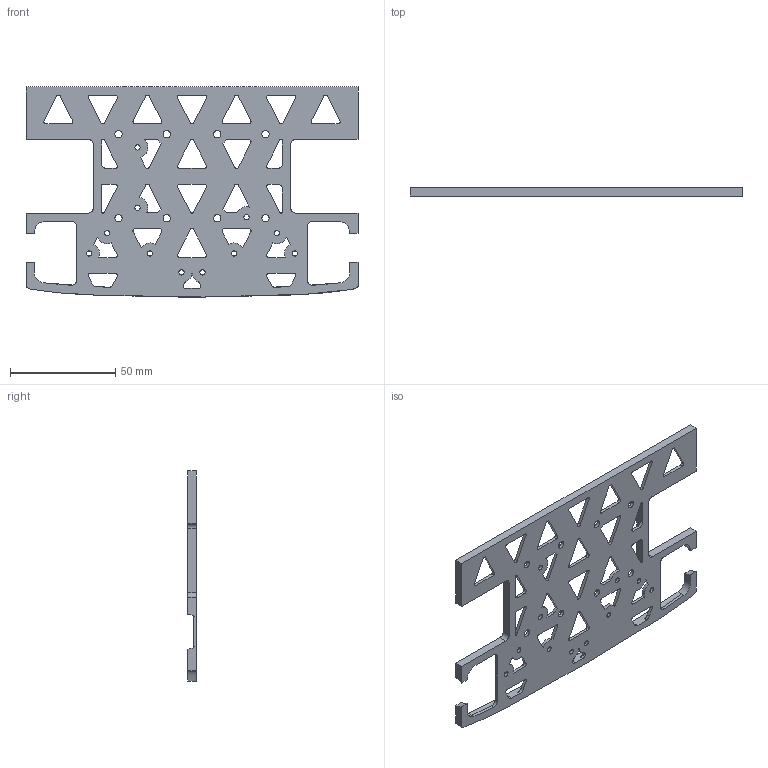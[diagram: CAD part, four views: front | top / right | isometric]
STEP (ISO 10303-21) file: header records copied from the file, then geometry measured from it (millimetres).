
FILE_DESCRIPTION((''),'2;1');
FILE_NAME('01_GRUNDPLATTE_15','2023-03-01T10:31:33',('prack'),(''),'CREO PARAMETRIC BY PTC INC, 2021164','CREO PARAMETRIC BY PTC INC, 2021164','');
FILE_SCHEMA(('CONFIG_CONTROL_DESIGN'));
Length unit declared in the file: millimetre
Products named in the file (1): 01_GRUNDPLATTE_15
Bounding box: 158 x 4 x 99.99 mm (x, y, z)
Volume: 20737.5 mm3; surface area: 25504.2 mm2
Topology: 1 solids, 1 shells, 243 faces, 763 edges, 508 vertices
Faces by surface type: cylinder 142, plane 97, extrusion 4
Entity records: 8885 total; most frequent: CARTESIAN_POINT 1649, ORIENTED_EDGE 1526, DIRECTION 1515, EDGE_CURVE 763, AXIS2_PLACEMENT_3D 524, VERTEX_POINT 508, VECTOR 467, LINE 463
